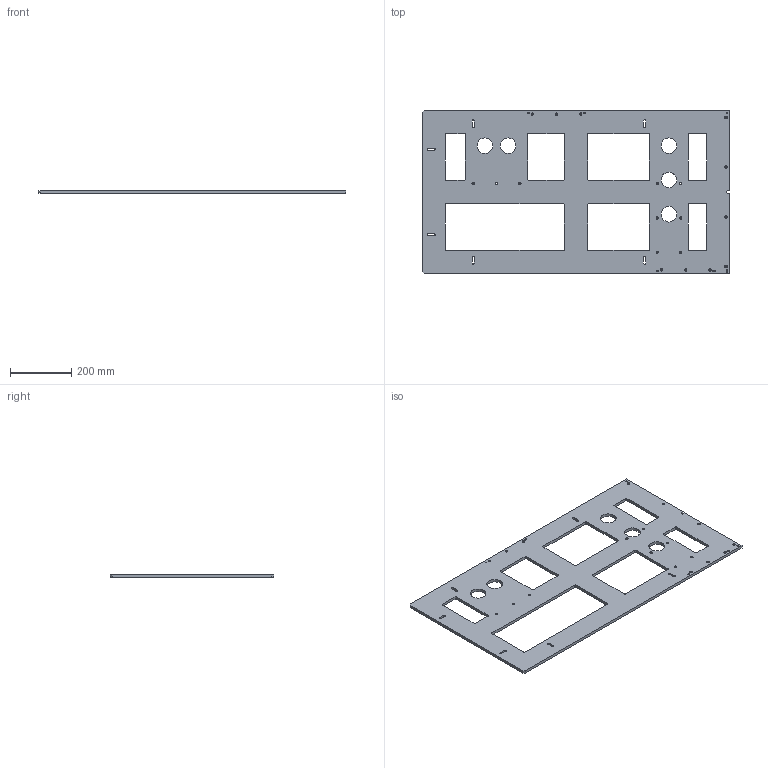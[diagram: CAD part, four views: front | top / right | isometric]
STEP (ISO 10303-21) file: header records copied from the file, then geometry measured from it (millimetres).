
FILE_DESCRIPTION (( 'STEP AP214' ), '1' );
FILE_NAME ('D1201437-v3.STEP', '2013-01-23T19:19:23', ( 'ligo' ), ( '' ), 'SwSTEP 2.0', 'SolidWorks 2012', '' );
FILE_SCHEMA (( 'AUTOMOTIVE_DESIGN' ));
Length unit declared in the file: inch
Products named in the file (1): D1201437-v3
Bounding box: 1003.3 x 533.4 x 9.53 mm (x, y, z)
Volume: 3397475.1 mm3; surface area: 799019 mm2
Topology: 1 solids, 1 shells, 238 faces, 632 edges, 396 vertices
Faces by surface type: cylinder 105, cone 76, plane 57
Entity records: 7626 total; most frequent: DIRECTION 1396, CARTESIAN_POINT 1267, ORIENTED_EDGE 1264, EDGE_CURVE 632, AXIS2_PLACEMENT_3D 525, VERTEX_POINT 396, LINE 346, VECTOR 346
